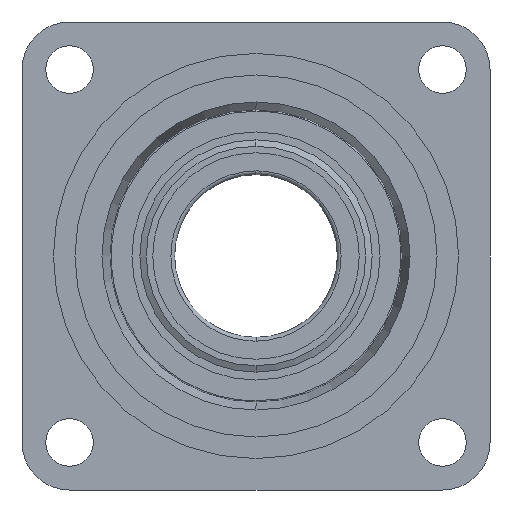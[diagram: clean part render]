
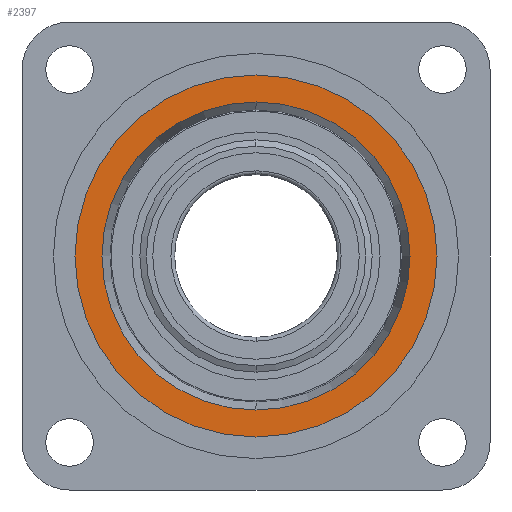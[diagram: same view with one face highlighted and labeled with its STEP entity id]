
A CAD part, left-side view. The second image highlights one B-rep face of the part: STEP entity #2397.
In plain terms, the highlighted planar face has unit normal (-1, 0, 0).
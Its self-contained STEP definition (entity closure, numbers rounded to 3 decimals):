
#311 = AXIS2_PLACEMENT_3D ( 'NONE', #5002, #541, #5760 ) ;
#333 = EDGE_LOOP ( 'NONE', ( #5796, #3935 ) ) ;
#421 = ORIENTED_EDGE ( 'NONE', *, *, #993, .T. ) ;
#541 = DIRECTION ( 'NONE',  ( -1., 0., 0. ) ) ;
#993 = EDGE_CURVE ( 'NONE', #3952, #7531, #6899, .T. ) ;
#1543 = EDGE_CURVE ( 'NONE', #6305, #8338, #5362, .T. ) ;
#1592 = CARTESIAN_POINT ( 'NONE',  ( -23.725, 0., 0. ) ) ;
#1820 = DIRECTION ( 'NONE',  ( 1., 0., 0. ) ) ;
#2109 = CIRCLE ( 'NONE', #8741, 61.566 ) ;
#2224 = CARTESIAN_POINT ( 'NONE',  ( -23.725, 0., -61.566 ) ) ;
#2305 = FACE_OUTER_BOUND ( 'NONE', #333, .T. ) ;
#2340 = DIRECTION ( 'NONE',  ( 0., 0., 1. ) ) ;
#2367 = CARTESIAN_POINT ( 'NONE',  ( -23.725, 0., -72.324 ) ) ;
#2397 = ADVANCED_FACE ( 'NONE', ( #2305, #4295 ), #3484, .T. ) ;
#3285 = EDGE_CURVE ( 'NONE', #7531, #3952, #2109, .T. ) ;
#3343 = AXIS2_PLACEMENT_3D ( 'NONE', #8380, #3914, #5981 ) ;
#3484 = PLANE ( 'NONE',  #311 ) ;
#3573 = DIRECTION ( 'NONE',  ( 1., 0., 0. ) ) ;
#3914 = DIRECTION ( 'NONE',  ( -1., 0., 0. ) ) ;
#3935 = ORIENTED_EDGE ( 'NONE', *, *, #1543, .T. ) ;
#3952 = VERTEX_POINT ( 'NONE', #6749 ) ;
#4286 = CARTESIAN_POINT ( 'NONE',  ( -23.725, 0., 72.324 ) ) ;
#4295 = FACE_BOUND ( 'NONE', #7446, .T. ) ;
#5002 = CARTESIAN_POINT ( 'NONE',  ( -23.725, 72.324, 0. ) ) ;
#5362 = CIRCLE ( 'NONE', #3343, 72.324 ) ;
#5760 = DIRECTION ( 'NONE',  ( 0., 0., 1. ) ) ;
#5796 = ORIENTED_EDGE ( 'NONE', *, *, #9429, .T. ) ;
#5981 = DIRECTION ( 'NONE',  ( 0., 0., 1. ) ) ;
#6295 = AXIS2_PLACEMENT_3D ( 'NONE', #1592, #6822, #2340 ) ;
#6304 = CARTESIAN_POINT ( 'NONE',  ( -23.725, 0., 0. ) ) ;
#6305 = VERTEX_POINT ( 'NONE', #2367 ) ;
#6749 = CARTESIAN_POINT ( 'NONE',  ( -23.725, 0., 61.566 ) ) ;
#6822 = DIRECTION ( 'NONE',  ( -1., 0., 0. ) ) ;
#6826 = CIRCLE ( 'NONE', #6295, 72.324 ) ;
#6899 = CIRCLE ( 'NONE', #9431, 61.566 ) ;
#7048 = DIRECTION ( 'NONE',  ( 0., 0., 1. ) ) ;
#7446 = EDGE_LOOP ( 'NONE', ( #421, #8581 ) ) ;
#7531 = VERTEX_POINT ( 'NONE', #2224 ) ;
#8053 = CARTESIAN_POINT ( 'NONE',  ( -23.725, 0., 0. ) ) ;
#8338 = VERTEX_POINT ( 'NONE', #4286 ) ;
#8380 = CARTESIAN_POINT ( 'NONE',  ( -23.725, 0., 0. ) ) ;
#8581 = ORIENTED_EDGE ( 'NONE', *, *, #3285, .T. ) ;
#8741 = AXIS2_PLACEMENT_3D ( 'NONE', #6304, #1820, #7048 ) ;
#8802 = DIRECTION ( 'NONE',  ( 0., 0., 1. ) ) ;
#9429 = EDGE_CURVE ( 'NONE', #8338, #6305, #6826, .T. ) ;
#9431 = AXIS2_PLACEMENT_3D ( 'NONE', #8053, #3573, #8802 ) ;
